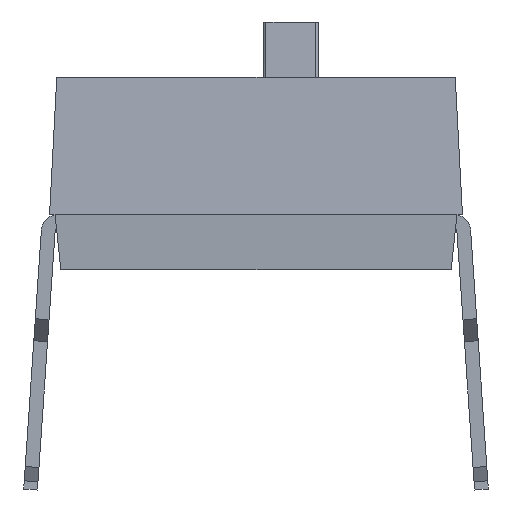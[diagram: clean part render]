
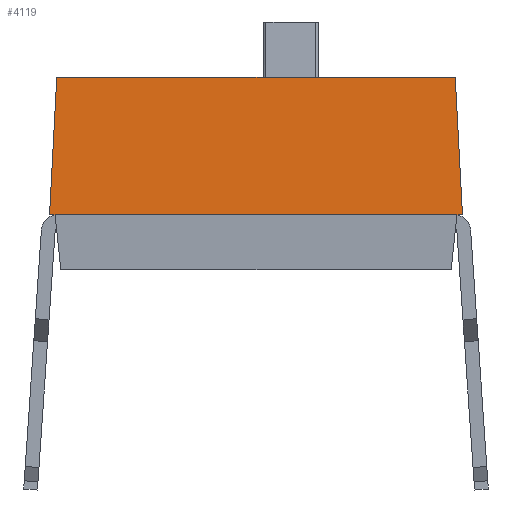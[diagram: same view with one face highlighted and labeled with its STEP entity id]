
A CAD part, left-side view. The second image highlights one B-rep face of the part: STEP entity #4119.
In plain terms, the highlighted planar face has unit normal (-0.999, 0, 0.052).
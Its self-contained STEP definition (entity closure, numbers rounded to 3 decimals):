
#78=DIRECTION('',(0.,-1.,0.));
#79=VECTOR('',#78,0.1);
#80=CARTESIAN_POINT('',(-6.045,3.75,-2.5));
#81=LINE('',#80,#79);
#90=DIRECTION('',(0.052,-0.052,0.997));
#91=VECTOR('',#90,2.507);
#92=CARTESIAN_POINT('',(-6.045,3.75,-2.5));
#93=LINE('',#92,#91);
#118=DIRECTION('',(0.,1.,0.));
#119=VECTOR('',#118,7.3);
#120=CARTESIAN_POINT('',(-6.045,-3.65,-2.5));
#121=LINE('',#120,#119);
#198=DIRECTION('',(0.,-1.,0.));
#199=VECTOR('',#198,0.1);
#200=CARTESIAN_POINT('',(-6.045,-3.65,-2.5));
#201=LINE('',#200,#199);
#210=DIRECTION('',(-0.052,-0.052,-0.997));
#211=VECTOR('',#210,2.507);
#212=CARTESIAN_POINT('',(-5.914,-3.619,0.));
#213=LINE('',#212,#211);
#222=DIRECTION('',(0.,-1.,0.));
#223=VECTOR('',#222,7.238);
#224=CARTESIAN_POINT('',(-5.914,3.619,0.));
#225=LINE('',#224,#223);
#3222=CARTESIAN_POINT('',(-6.045,3.75,-2.5));
#3223=CARTESIAN_POINT('',(-6.045,3.65,-2.5));
#3224=VERTEX_POINT('',#3222);
#3225=VERTEX_POINT('',#3223);
#3226=CARTESIAN_POINT('',(-6.045,-3.65,-2.5));
#3227=CARTESIAN_POINT('',(-6.045,-3.75,-2.5));
#3228=VERTEX_POINT('',#3226);
#3229=VERTEX_POINT('',#3227);
#3230=CARTESIAN_POINT('',(-5.914,3.619,0.));
#3231=CARTESIAN_POINT('',(-5.914,-3.619,0.));
#3232=VERTEX_POINT('',#3230);
#3233=VERTEX_POINT('',#3231);
#4101=CARTESIAN_POINT('',(-5.914,-3.75,0.));
#4102=DIRECTION('',(0.999,0.,-0.052));
#4103=DIRECTION('',(-0.052,0.,-0.999));
#4104=AXIS2_PLACEMENT_3D('',#4101,#4102,#4103);
#4105=PLANE('',#4104);
#4106=ORIENTED_EDGE('',*,*,#4091,.F.);
#4108=ORIENTED_EDGE('',*,*,#4107,.T.);
#4110=ORIENTED_EDGE('',*,*,#4109,.T.);
#4112=ORIENTED_EDGE('',*,*,#4111,.T.);
#4114=ORIENTED_EDGE('',*,*,#4113,.F.);
#4116=ORIENTED_EDGE('',*,*,#4115,.T.);
#4117=EDGE_LOOP('',(#4106,#4108,#4110,#4112,#4114,#4116));
#4118=FACE_OUTER_BOUND('',#4117,.F.);
#4091=EDGE_CURVE('',#3224,#3225,#81,.T.);
#4107=EDGE_CURVE('',#3224,#3232,#93,.T.);
#4109=EDGE_CURVE('',#3232,#3233,#225,.T.);
#4111=EDGE_CURVE('',#3233,#3229,#213,.T.);
#4113=EDGE_CURVE('',#3228,#3229,#201,.T.);
#4115=EDGE_CURVE('',#3228,#3225,#121,.T.);
#4119=ADVANCED_FACE('',(#4118),#4105,.F.);
